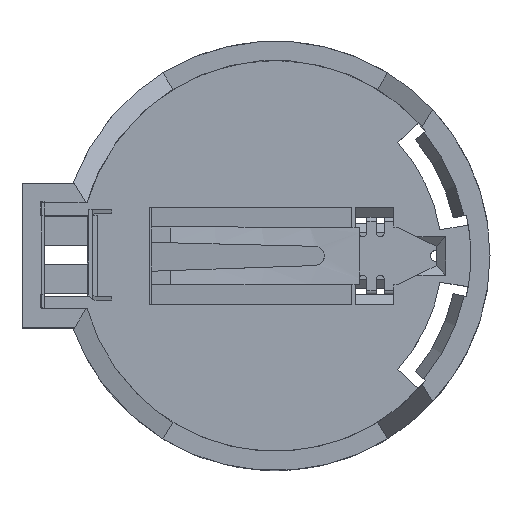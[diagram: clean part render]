
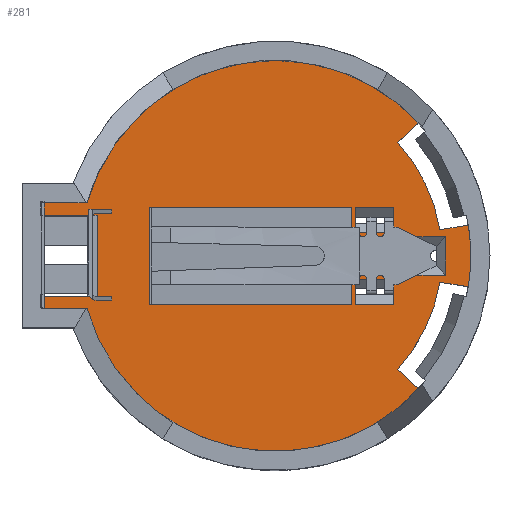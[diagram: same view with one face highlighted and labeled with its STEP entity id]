
A CAD part, top view. The second image highlights one B-rep face of the part: STEP entity #281.
In plain terms, the highlighted planar face has unit normal (0, 0, 1).
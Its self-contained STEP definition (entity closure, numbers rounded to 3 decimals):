
#134 = VERTEX_POINT('',#135);
#135 = CARTESIAN_POINT('',(9.77,2.75,2.));
#141 = EDGE_CURVE('',#142,#134,#144,.T.);
#142 = VERTEX_POINT('',#143);
#143 = CARTESIAN_POINT('',(-7.444,6.9,2.));
#144 = CIRCLE('',#145,10.15);
#145 = AXIS2_PLACEMENT_3D('',#146,#147,#148);
#146 = CARTESIAN_POINT('',(0.,0.,2.));
#147 = DIRECTION('',(0.,0.,-1.));
#148 = DIRECTION('',(-1.,0.,0.));
#168 = VERTEX_POINT('',#169);
#169 = CARTESIAN_POINT('',(-10.023,1.6,2.));
#175 = EDGE_CURVE('',#176,#168,#178,.T.);
#176 = VERTEX_POINT('',#177);
#177 = CARTESIAN_POINT('',(-10.15,0.,2.));
#178 = CIRCLE('',#179,10.15);
#179 = AXIS2_PLACEMENT_3D('',#180,#181,#182);
#180 = CARTESIAN_POINT('',(0.,0.,2.));
#181 = DIRECTION('',(0.,0.,-1.));
#182 = DIRECTION('',(-1.,0.,0.));
#281 = ADVANCED_FACE('',(#282,#316,#350,#384,#418),#558,.T.);
#282 = FACE_BOUND('',#283,.T.);
#283 = EDGE_LOOP('',(#284,#294,#302,#310));
#284 = ORIENTED_EDGE('',*,*,#285,.F.);
#285 = EDGE_CURVE('',#286,#288,#290,.T.);
#286 = VERTEX_POINT('',#287);
#287 = CARTESIAN_POINT('',(-3.95,-2.5,2.));
#288 = VERTEX_POINT('',#289);
#289 = CARTESIAN_POINT('',(6.55,-2.5,2.));
#290 = LINE('',#291,#292);
#291 = CARTESIAN_POINT('',(6.55,-2.5,2.));
#292 = VECTOR('',#293,1.);
#293 = DIRECTION('',(1.,0.,-0.));
#294 = ORIENTED_EDGE('',*,*,#295,.F.);
#295 = EDGE_CURVE('',#296,#286,#298,.T.);
#296 = VERTEX_POINT('',#297);
#297 = CARTESIAN_POINT('',(-3.95,2.5,2.));
#298 = LINE('',#299,#300);
#299 = CARTESIAN_POINT('',(-3.95,0.,2.));
#300 = VECTOR('',#301,1.);
#301 = DIRECTION('',(0.,-1.,0.));
#302 = ORIENTED_EDGE('',*,*,#303,.F.);
#303 = EDGE_CURVE('',#304,#296,#306,.T.);
#304 = VERTEX_POINT('',#305);
#305 = CARTESIAN_POINT('',(6.55,2.5,2.));
#306 = LINE('',#307,#308);
#307 = CARTESIAN_POINT('',(-3.95,2.5,2.));
#308 = VECTOR('',#309,1.);
#309 = DIRECTION('',(-1.,-0.,-0.));
#310 = ORIENTED_EDGE('',*,*,#311,.F.);
#311 = EDGE_CURVE('',#288,#304,#312,.T.);
#312 = LINE('',#313,#314);
#313 = CARTESIAN_POINT('',(6.55,2.5,2.));
#314 = VECTOR('',#315,1.);
#315 = DIRECTION('',(0.,1.,-0.));
#316 = FACE_BOUND('',#317,.T.);
#317 = EDGE_LOOP('',(#318,#328,#336,#344));
#318 = ORIENTED_EDGE('',*,*,#319,.F.);
#319 = EDGE_CURVE('',#320,#322,#324,.T.);
#320 = VERTEX_POINT('',#321);
#321 = CARTESIAN_POINT('',(-4.15,-2.5,2.));
#322 = VERTEX_POINT('',#323);
#323 = CARTESIAN_POINT('',(-4.15,-1.2,2.));
#324 = LINE('',#325,#326);
#325 = CARTESIAN_POINT('',(-4.15,0.,2.));
#326 = VECTOR('',#327,1.);
#327 = DIRECTION('',(0.,1.,0.));
#328 = ORIENTED_EDGE('',*,*,#329,.T.);
#329 = EDGE_CURVE('',#320,#330,#332,.T.);
#330 = VERTEX_POINT('',#331);
#331 = CARTESIAN_POINT('',(-6.15,-2.5,2.));
#332 = LINE('',#333,#334);
#333 = CARTESIAN_POINT('',(-6.15,-2.5,2.));
#334 = VECTOR('',#335,1.);
#335 = DIRECTION('',(-1.,0.,0.));
#336 = ORIENTED_EDGE('',*,*,#337,.F.);
#337 = EDGE_CURVE('',#338,#330,#340,.T.);
#338 = VERTEX_POINT('',#339);
#339 = CARTESIAN_POINT('',(-6.15,-1.2,2.));
#340 = LINE('',#341,#342);
#341 = CARTESIAN_POINT('',(-6.15,0.,2.));
#342 = VECTOR('',#343,1.);
#343 = DIRECTION('',(0.,-1.,0.));
#344 = ORIENTED_EDGE('',*,*,#345,.T.);
#345 = EDGE_CURVE('',#338,#322,#346,.T.);
#346 = LINE('',#347,#348);
#347 = CARTESIAN_POINT('',(-4.15,-1.2,2.));
#348 = VECTOR('',#349,1.);
#349 = DIRECTION('',(1.,0.,0.));
#350 = FACE_BOUND('',#351,.T.);
#351 = EDGE_LOOP('',(#352,#362,#370,#378));
#352 = ORIENTED_EDGE('',*,*,#353,.F.);
#353 = EDGE_CURVE('',#354,#356,#358,.T.);
#354 = VERTEX_POINT('',#355);
#355 = CARTESIAN_POINT('',(-4.15,1.2,2.));
#356 = VERTEX_POINT('',#357);
#357 = CARTESIAN_POINT('',(-4.15,2.5,2.));
#358 = LINE('',#359,#360);
#359 = CARTESIAN_POINT('',(-4.15,0.,2.));
#360 = VECTOR('',#361,1.);
#361 = DIRECTION('',(0.,1.,0.));
#362 = ORIENTED_EDGE('',*,*,#363,.T.);
#363 = EDGE_CURVE('',#354,#364,#366,.T.);
#364 = VERTEX_POINT('',#365);
#365 = CARTESIAN_POINT('',(-6.15,1.2,2.));
#366 = LINE('',#367,#368);
#367 = CARTESIAN_POINT('',(-6.15,1.2,2.));
#368 = VECTOR('',#369,1.);
#369 = DIRECTION('',(-1.,0.,0.));
#370 = ORIENTED_EDGE('',*,*,#371,.F.);
#371 = EDGE_CURVE('',#372,#364,#374,.T.);
#372 = VERTEX_POINT('',#373);
#373 = CARTESIAN_POINT('',(-6.15,2.5,2.));
#374 = LINE('',#375,#376);
#375 = CARTESIAN_POINT('',(-6.15,0.,2.));
#376 = VECTOR('',#377,1.);
#377 = DIRECTION('',(0.,-1.,0.));
#378 = ORIENTED_EDGE('',*,*,#379,.T.);
#379 = EDGE_CURVE('',#372,#356,#380,.T.);
#380 = LINE('',#381,#382);
#381 = CARTESIAN_POINT('',(-4.15,2.5,2.));
#382 = VECTOR('',#383,1.);
#383 = DIRECTION('',(1.,0.,0.));
#384 = FACE_BOUND('',#385,.T.);
#385 = EDGE_LOOP('',(#386,#396,#404,#412));
#386 = ORIENTED_EDGE('',*,*,#387,.T.);
#387 = EDGE_CURVE('',#388,#390,#392,.T.);
#388 = VERTEX_POINT('',#389);
#389 = CARTESIAN_POINT('',(-8.85,-1.,2.));
#390 = VERTEX_POINT('',#391);
#391 = CARTESIAN_POINT('',(-8.85,1.,2.));
#392 = LINE('',#393,#394);
#393 = CARTESIAN_POINT('',(-8.85,0.,2.));
#394 = VECTOR('',#395,1.);
#395 = DIRECTION('',(0.,1.,0.));
#396 = ORIENTED_EDGE('',*,*,#397,.T.);
#397 = EDGE_CURVE('',#390,#398,#400,.T.);
#398 = VERTEX_POINT('',#399);
#399 = CARTESIAN_POINT('',(-7.35,1.,2.));
#400 = LINE('',#401,#402);
#401 = CARTESIAN_POINT('',(0.,1.,2.));
#402 = VECTOR('',#403,1.);
#403 = DIRECTION('',(1.,0.,0.));
#404 = ORIENTED_EDGE('',*,*,#405,.T.);
#405 = EDGE_CURVE('',#398,#406,#408,.T.);
#406 = VERTEX_POINT('',#407);
#407 = CARTESIAN_POINT('',(-7.35,-1.,2.));
#408 = LINE('',#409,#410);
#409 = CARTESIAN_POINT('',(-7.35,0.,2.));
#410 = VECTOR('',#411,1.);
#411 = DIRECTION('',(0.,-1.,0.));
#412 = ORIENTED_EDGE('',*,*,#413,.T.);
#413 = EDGE_CURVE('',#406,#388,#414,.T.);
#414 = LINE('',#415,#416);
#415 = CARTESIAN_POINT('',(0.,-1.,2.));
#416 = VECTOR('',#417,1.);
#417 = DIRECTION('',(-1.,0.,0.));
#418 = FACE_BOUND('',#419,.T.);
#419 = EDGE_LOOP('',(#420,#430,#438,#446,#454,#460,#461,#469,#478,#484,
    #485,#494,#502,#511,#519,#528,#536,#544,#552));
#420 = ORIENTED_EDGE('',*,*,#421,.F.);
#421 = EDGE_CURVE('',#422,#424,#426,.T.);
#422 = VERTEX_POINT('',#423);
#423 = CARTESIAN_POINT('',(9.25,2.1,2.));
#424 = VERTEX_POINT('',#425);
#425 = CARTESIAN_POINT('',(9.25,-2.1,2.));
#426 = LINE('',#427,#428);
#427 = CARTESIAN_POINT('',(9.25,-2.1,2.));
#428 = VECTOR('',#429,1.);
#429 = DIRECTION('',(0.,-1.,-0.));
#430 = ORIENTED_EDGE('',*,*,#431,.F.);
#431 = EDGE_CURVE('',#432,#422,#434,.T.);
#432 = VERTEX_POINT('',#433);
#433 = CARTESIAN_POINT('',(9.75,2.1,2.));
#434 = LINE('',#435,#436);
#435 = CARTESIAN_POINT('',(9.75,2.1,2.));
#436 = VECTOR('',#437,1.);
#437 = DIRECTION('',(-1.,0.,0.));
#438 = ORIENTED_EDGE('',*,*,#439,.T.);
#439 = EDGE_CURVE('',#432,#440,#442,.T.);
#440 = VERTEX_POINT('',#441);
#441 = CARTESIAN_POINT('',(12.15,2.1,2.));
#442 = LINE('',#443,#444);
#443 = CARTESIAN_POINT('',(12.15,2.1,2.));
#444 = VECTOR('',#445,1.);
#445 = DIRECTION('',(1.,0.,-0.));
#446 = ORIENTED_EDGE('',*,*,#447,.F.);
#447 = EDGE_CURVE('',#448,#440,#450,.T.);
#448 = VERTEX_POINT('',#449);
#449 = CARTESIAN_POINT('',(12.15,2.75,2.));
#450 = LINE('',#451,#452);
#451 = CARTESIAN_POINT('',(12.15,0.75,2.));
#452 = VECTOR('',#453,1.);
#453 = DIRECTION('',(-0.,-1.,-0.));
#454 = ORIENTED_EDGE('',*,*,#455,.F.);
#455 = EDGE_CURVE('',#134,#448,#456,.T.);
#456 = LINE('',#457,#458);
#457 = CARTESIAN_POINT('',(12.15,2.75,2.));
#458 = VECTOR('',#459,1.);
#459 = DIRECTION('',(1.,0.,-0.));
#460 = ORIENTED_EDGE('',*,*,#141,.F.);
#461 = ORIENTED_EDGE('',*,*,#462,.F.);
#462 = EDGE_CURVE('',#463,#142,#465,.T.);
#463 = VERTEX_POINT('',#464);
#464 = CARTESIAN_POINT('',(-6.344,5.88,2.));
#465 = LINE('',#466,#467);
#466 = CARTESIAN_POINT('',(-7.444,6.9,2.));
#467 = VECTOR('',#468,1.);
#468 = DIRECTION('',(-0.733,0.68,-0.));
#469 = ORIENTED_EDGE('',*,*,#470,.F.);
#470 = EDGE_CURVE('',#471,#463,#473,.T.);
#471 = VERTEX_POINT('',#472);
#472 = CARTESIAN_POINT('',(-8.542,1.364,2.));
#473 = CIRCLE('',#474,8.65);
#474 = AXIS2_PLACEMENT_3D('',#475,#476,#477);
#475 = CARTESIAN_POINT('',(0.,0.,2.));
#476 = DIRECTION('',(0.,0.,-1.));
#477 = DIRECTION('',(-1.,0.,0.));
#478 = ORIENTED_EDGE('',*,*,#479,.F.);
#479 = EDGE_CURVE('',#168,#471,#480,.T.);
#480 = LINE('',#481,#482);
#481 = CARTESIAN_POINT('',(-10.023,1.6,2.));
#482 = VECTOR('',#483,1.);
#483 = DIRECTION('',(0.987,-0.158,0.));
#484 = ORIENTED_EDGE('',*,*,#175,.F.);
#485 = ORIENTED_EDGE('',*,*,#486,.F.);
#486 = EDGE_CURVE('',#487,#176,#489,.T.);
#487 = VERTEX_POINT('',#488);
#488 = CARTESIAN_POINT('',(-10.023,-1.6,2.));
#489 = CIRCLE('',#490,10.15);
#490 = AXIS2_PLACEMENT_3D('',#491,#492,#493);
#491 = CARTESIAN_POINT('',(0.,0.,2.));
#492 = DIRECTION('',(0.,0.,-1.));
#493 = DIRECTION('',(-1.,0.,0.));
#494 = ORIENTED_EDGE('',*,*,#495,.F.);
#495 = EDGE_CURVE('',#496,#487,#498,.T.);
#496 = VERTEX_POINT('',#497);
#497 = CARTESIAN_POINT('',(-8.542,-1.364,2.));
#498 = LINE('',#499,#500);
#499 = CARTESIAN_POINT('',(-10.023,-1.6,2.));
#500 = VECTOR('',#501,1.);
#501 = DIRECTION('',(-0.987,-0.158,-0.));
#502 = ORIENTED_EDGE('',*,*,#503,.F.);
#503 = EDGE_CURVE('',#504,#496,#506,.T.);
#504 = VERTEX_POINT('',#505);
#505 = CARTESIAN_POINT('',(-6.344,-5.88,2.));
#506 = CIRCLE('',#507,8.65);
#507 = AXIS2_PLACEMENT_3D('',#508,#509,#510);
#508 = CARTESIAN_POINT('',(0.,0.,2.));
#509 = DIRECTION('',(0.,0.,-1.));
#510 = DIRECTION('',(-1.,0.,0.));
#511 = ORIENTED_EDGE('',*,*,#512,.F.);
#512 = EDGE_CURVE('',#513,#504,#515,.T.);
#513 = VERTEX_POINT('',#514);
#514 = CARTESIAN_POINT('',(-7.444,-6.9,2.));
#515 = LINE('',#516,#517);
#516 = CARTESIAN_POINT('',(-7.444,-6.9,2.));
#517 = VECTOR('',#518,1.);
#518 = DIRECTION('',(0.733,0.68,0.));
#519 = ORIENTED_EDGE('',*,*,#520,.F.);
#520 = EDGE_CURVE('',#521,#513,#523,.T.);
#521 = VERTEX_POINT('',#522);
#522 = CARTESIAN_POINT('',(9.77,-2.75,2.));
#523 = CIRCLE('',#524,10.15);
#524 = AXIS2_PLACEMENT_3D('',#525,#526,#527);
#525 = CARTESIAN_POINT('',(0.,0.,2.));
#526 = DIRECTION('',(0.,0.,-1.));
#527 = DIRECTION('',(-1.,0.,0.));
#528 = ORIENTED_EDGE('',*,*,#529,.F.);
#529 = EDGE_CURVE('',#530,#521,#532,.T.);
#530 = VERTEX_POINT('',#531);
#531 = CARTESIAN_POINT('',(12.15,-2.75,2.));
#532 = LINE('',#533,#534);
#533 = CARTESIAN_POINT('',(12.15,-2.75,2.));
#534 = VECTOR('',#535,1.);
#535 = DIRECTION('',(-1.,0.,0.));
#536 = ORIENTED_EDGE('',*,*,#537,.F.);
#537 = EDGE_CURVE('',#538,#530,#540,.T.);
#538 = VERTEX_POINT('',#539);
#539 = CARTESIAN_POINT('',(12.15,-2.1,2.));
#540 = LINE('',#541,#542);
#541 = CARTESIAN_POINT('',(12.15,-0.75,2.));
#542 = VECTOR('',#543,1.);
#543 = DIRECTION('',(0.,-1.,0.));
#544 = ORIENTED_EDGE('',*,*,#545,.T.);
#545 = EDGE_CURVE('',#538,#546,#548,.T.);
#546 = VERTEX_POINT('',#547);
#547 = CARTESIAN_POINT('',(9.75,-2.1,2.));
#548 = LINE('',#549,#550);
#549 = CARTESIAN_POINT('',(9.75,-2.1,2.));
#550 = VECTOR('',#551,1.);
#551 = DIRECTION('',(-1.,0.,-0.));
#552 = ORIENTED_EDGE('',*,*,#553,.F.);
#553 = EDGE_CURVE('',#424,#546,#554,.T.);
#554 = LINE('',#555,#556);
#555 = CARTESIAN_POINT('',(9.75,-2.1,2.));
#556 = VECTOR('',#557,1.);
#557 = DIRECTION('',(1.,0.,-0.));
#558 = PLANE('',#559);
#559 = AXIS2_PLACEMENT_3D('',#560,#561,#562);
#560 = CARTESIAN_POINT('',(0.,0.,2.));
#561 = DIRECTION('',(0.,0.,1.));
#562 = DIRECTION('',(1.,0.,-0.));
